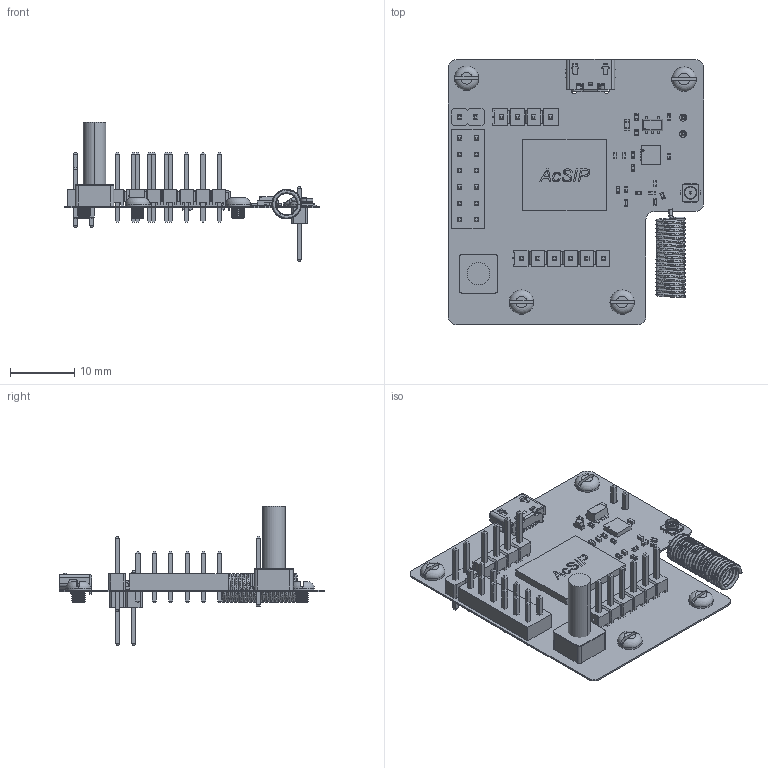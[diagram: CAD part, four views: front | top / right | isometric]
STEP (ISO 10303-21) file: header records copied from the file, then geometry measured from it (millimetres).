
FILE_DESCRIPTION(('Open CASCADE Model'),'2;1');
FILE_NAME('Open CASCADE Shape Model','2022-05-10T02:35:31',('Author'),( 'Open CASCADE'),'Open CASCADE STEP processor 6.8','Open CASCADE 6.8' ,'Unknown');
FILE_SCHEMA(('AUTOMOTIVE_DESIGN { 1 0 10303 214 1 1 1 1 }'));
Length unit declared in the file: millimetre
Products named in the file (67): PCB; Board; Open CASCADE STEP translator 6.8 2.1.1; Open CASCADE STEP translator 6.8 2.2; Âèíò_Ì2_ïëîñêèé_äëèíà_2ìì; R3; RESC100X50X40L25N; Open CASCADE STEP translator 6.8 2.4; Open CASCADE STEP translator 6.8 2.5; Open CASCADE STEP translator 6.8 2.6; XW1; U.FL-R-SMT(01); XS1; microUSB_1; microUSB_case; microUSB_inside; XP5; 1x2_TH_Vert_100mil; XP4; TSW-104-07-G-S; _TSW-104-07-G-S_body; _T-1S6-07-TSW-1-07-4-S; XP3; TSW-106-07-G-S; _TSW-107-07-G-S_body.stp; _T-1S6-07-TSW-1-07-7-S.stp; XP2; XP1; HDRV12W64P254_6X2_1524X508H600; VD1; KP-1608ZGC; SB1; KLS7-TS6601; R7; R5; R6; R4; R2; R1; L2 ...
Assembly tree (91 placements, depth 5):
  PCB
    Board
      Open CASCADE STEP translator 6.8 2.1.1
    Open CASCADE STEP translator 6.8 2.2
      Âèíò_Ì2_ïëîñêèé_äëèíà_2ìì
    R3
      RESC100X50X40L25N
    Open CASCADE STEP translator 6.8 2.4
      Âèíò_Ì2_ïëîñêèé_äëèíà_2ìì
    Open CASCADE STEP translator 6.8 2.5
      Âèíò_Ì2_ïëîñêèé_äëèíà_2ìì
    Open CASCADE STEP translator 6.8 2.6
      Âèíò_Ì2_ïëîñêèé_äëèíà_2ìì
    XW1
      U.FL-R-SMT(01)
    XS1
      microUSB_1
        microUSB_case
        microUSB_inside
    XP5
      1x2_TH_Vert_100mil
      1x2_TH_Vert_100mil
      1x2_TH_Vert_100mil
      1x2_TH_Vert_100mil
      1x2_TH_Vert_100mil
    XP4
      TSW-104-07-G-S
        _TSW-104-07-G-S_body
        _T-1S6-07-TSW-1-07-4-S
    XP3
      TSW-106-07-G-S
        _TSW-107-07-G-S_body.stp
        _T-1S6-07-TSW-1-07-7-S.stp
    XP2
      1x2_TH_Vert_100mil
      1x2_TH_Vert_100mil
      1x2_TH_Vert_100mil
      1x2_TH_Vert_100mil
      1x2_TH_Vert_100mil
    XP1
      HDRV12W64P254_6X2_1524X508H600
    VD1
      KP-1608ZGC
      KP-1608ZGC
    SB1
      KLS7-TS6601
    R7
      RESC100X50X40L25N
    R5
      RESC100X50X40L25N
    R6
      RESC100X50X40L25N
    R4
      RESC100X50X40L25N
    R2
      RESC100X50X40L25N
    R1
      RESC100X50X40L25N
    L2
      INDC100X50X60L10N
Bounding box: 39.67 x 41.19 x 21.64 mm (x, y, z)
Volume: 1403.7 mm3; surface area: 6085.7 mm2
Topology: 128 solids, 129 shells, 2791 faces, 6720 edges, 4071 vertices
Faces by surface type: plane 1862, cylinder 701, sphere 138, bspline 56, cone 20, revolution 11, torus 3
Full cylindrical faces by diameter (mm): 0.225 x1, 0.85 x2, 1 x12, 1.1 x14, 2.4 x4
Entity records: 68833 total; most frequent: CARTESIAN_POINT 16286, ORIENTED_EDGE 8985, DIRECTION 8723, EDGE_CURVE 4489, LINE 3696, VECTOR 3696, VERTEX_POINT 2827, AXIS2_PLACEMENT_3D 2511
